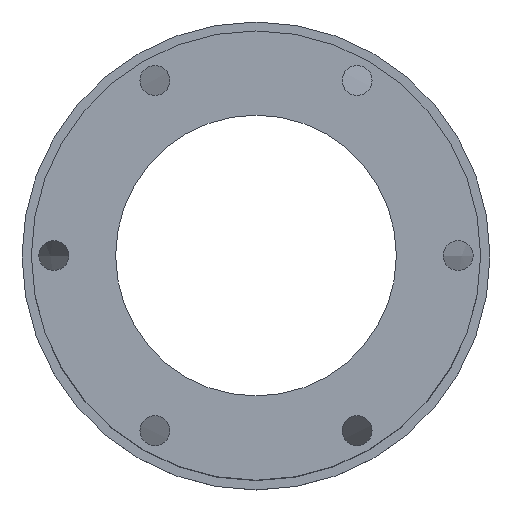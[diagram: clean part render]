
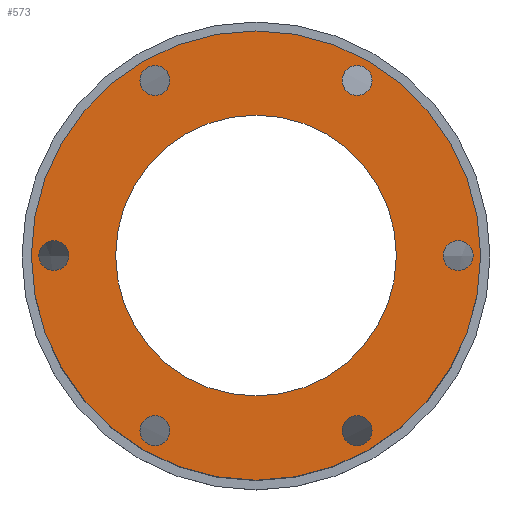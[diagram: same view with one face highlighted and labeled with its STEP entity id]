
A CAD part, top view. The second image highlights one B-rep face of the part: STEP entity #573.
In plain terms, the highlighted planar face has unit normal (0, 0, 1).
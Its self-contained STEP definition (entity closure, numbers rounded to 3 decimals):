
#40=CARTESIAN_POINT('Vertex',(0.,38.1,0.)) ;
#56=CARTESIAN_POINT('Vertex',(0.,-38.1,0.)) ;
#59=CARTESIAN_POINT('Axis2P3D Location',(0.,0.,0.)) ;
#76=CARTESIAN_POINT('Axis2P3D Location',(0.,0.,0.)) ;
#256=CARTESIAN_POINT('Vertex',(0.,23.813,0.)) ;
#259=CARTESIAN_POINT('Axis2P3D Location',(0.,0.,0.)) ;
#263=CARTESIAN_POINT('Vertex',(0.,-23.813,0.)) ;
#285=CARTESIAN_POINT('Axis2P3D Location',(0.,0.,0.)) ;
#452=CARTESIAN_POINT('Axis2P3D Location',(0.,-38.1,0.)) ;
#461=CARTESIAN_POINT('Axis2P3D Location',(17.145,-29.696,0.)) ;
#465=CARTESIAN_POINT('Vertex',(15.875,-27.496,0.)) ;
#467=CARTESIAN_POINT('Vertex',(18.415,-31.896,0.)) ;
#470=CARTESIAN_POINT('Axis2P3D Location',(17.145,-29.696,0.)) ;
#479=CARTESIAN_POINT('Axis2P3D Location',(34.29,0.,0.)) ;
#483=CARTESIAN_POINT('Vertex',(31.75,0.,0.)) ;
#485=CARTESIAN_POINT('Vertex',(36.83,0.,0.)) ;
#488=CARTESIAN_POINT('Axis2P3D Location',(34.29,0.,0.)) ;
#501=CARTESIAN_POINT('Axis2P3D Location',(-17.145,-29.696,0.)) ;
#505=CARTESIAN_POINT('Vertex',(-15.875,-27.496,0.)) ;
#507=CARTESIAN_POINT('Vertex',(-18.415,-31.896,0.)) ;
#510=CARTESIAN_POINT('Axis2P3D Location',(-17.145,-29.696,0.)) ;
#519=CARTESIAN_POINT('Axis2P3D Location',(-34.29,0.,0.)) ;
#523=CARTESIAN_POINT('Vertex',(-31.75,0.,0.)) ;
#525=CARTESIAN_POINT('Vertex',(-36.83,0.,0.)) ;
#528=CARTESIAN_POINT('Axis2P3D Location',(-34.29,0.,0.)) ;
#537=CARTESIAN_POINT('Axis2P3D Location',(-17.145,29.696,0.)) ;
#541=CARTESIAN_POINT('Vertex',(-15.875,27.496,0.)) ;
#543=CARTESIAN_POINT('Vertex',(-18.415,31.896,0.)) ;
#546=CARTESIAN_POINT('Axis2P3D Location',(-17.145,29.696,0.)) ;
#555=CARTESIAN_POINT('Axis2P3D Location',(17.145,29.696,0.)) ;
#559=CARTESIAN_POINT('Vertex',(15.875,27.496,0.)) ;
#561=CARTESIAN_POINT('Vertex',(18.415,31.896,0.)) ;
#564=CARTESIAN_POINT('Axis2P3D Location',(17.145,29.696,0.)) ;
#60=DIRECTION('Axis2P3D Direction',(0.,0.,-1.)) ;
#77=DIRECTION('Axis2P3D Direction',(0.,0.,-1.)) ;
#260=DIRECTION('Axis2P3D Direction',(0.,0.,-1.)) ;
#286=DIRECTION('Axis2P3D Direction',(0.,0.,-1.)) ;
#453=DIRECTION('Axis2P3D Direction',(0.,0.,-1.)) ;
#454=DIRECTION('Axis2P3D XDirection',(1.,0.,0.)) ;
#462=DIRECTION('Axis2P3D Direction',(0.,0.,-1.)) ;
#471=DIRECTION('Axis2P3D Direction',(0.,0.,-1.)) ;
#480=DIRECTION('Axis2P3D Direction',(0.,0.,-1.)) ;
#489=DIRECTION('Axis2P3D Direction',(0.,0.,-1.)) ;
#502=DIRECTION('Axis2P3D Direction',(0.,0.,-1.)) ;
#511=DIRECTION('Axis2P3D Direction',(0.,0.,-1.)) ;
#520=DIRECTION('Axis2P3D Direction',(0.,0.,-1.)) ;
#529=DIRECTION('Axis2P3D Direction',(0.,0.,-1.)) ;
#538=DIRECTION('Axis2P3D Direction',(0.,0.,-1.)) ;
#547=DIRECTION('Axis2P3D Direction',(0.,0.,-1.)) ;
#556=DIRECTION('Axis2P3D Direction',(0.,0.,-1.)) ;
#565=DIRECTION('Axis2P3D Direction',(0.,0.,-1.)) ;
#61=AXIS2_PLACEMENT_3D('Circle Axis2P3D',#59,#60,$) ;
#78=AXIS2_PLACEMENT_3D('Circle Axis2P3D',#76,#77,$) ;
#261=AXIS2_PLACEMENT_3D('Circle Axis2P3D',#259,#260,$) ;
#287=AXIS2_PLACEMENT_3D('Circle Axis2P3D',#285,#286,$) ;
#455=AXIS2_PLACEMENT_3D('Plane Axis2P3D',#452,#453,#454) ;
#463=AXIS2_PLACEMENT_3D('Circle Axis2P3D',#461,#462,$) ;
#472=AXIS2_PLACEMENT_3D('Circle Axis2P3D',#470,#471,$) ;
#481=AXIS2_PLACEMENT_3D('Circle Axis2P3D',#479,#480,$) ;
#490=AXIS2_PLACEMENT_3D('Circle Axis2P3D',#488,#489,$) ;
#503=AXIS2_PLACEMENT_3D('Circle Axis2P3D',#501,#502,$) ;
#512=AXIS2_PLACEMENT_3D('Circle Axis2P3D',#510,#511,$) ;
#521=AXIS2_PLACEMENT_3D('Circle Axis2P3D',#519,#520,$) ;
#530=AXIS2_PLACEMENT_3D('Circle Axis2P3D',#528,#529,$) ;
#539=AXIS2_PLACEMENT_3D('Circle Axis2P3D',#537,#538,$) ;
#548=AXIS2_PLACEMENT_3D('Circle Axis2P3D',#546,#547,$) ;
#557=AXIS2_PLACEMENT_3D('Circle Axis2P3D',#555,#556,$) ;
#566=AXIS2_PLACEMENT_3D('Circle Axis2P3D',#564,#565,$) ;
#62=CIRCLE('generated circle',#61,38.1) ;
#79=CIRCLE('generated circle',#78,38.1) ;
#262=CIRCLE('generated circle',#261,23.813) ;
#288=CIRCLE('generated circle',#287,23.813) ;
#464=CIRCLE('generated circle',#463,2.54) ;
#473=CIRCLE('generated circle',#472,2.54) ;
#482=CIRCLE('generated circle',#481,2.54) ;
#491=CIRCLE('generated circle',#490,2.54) ;
#504=CIRCLE('generated circle',#503,2.54) ;
#513=CIRCLE('generated circle',#512,2.54) ;
#522=CIRCLE('generated circle',#521,2.54) ;
#531=CIRCLE('generated circle',#530,2.54) ;
#540=CIRCLE('generated circle',#539,2.54) ;
#549=CIRCLE('generated circle',#548,2.54) ;
#558=CIRCLE('generated circle',#557,2.54) ;
#567=CIRCLE('generated circle',#566,2.54) ;
#456=PLANE('',#455) ;
#478=FACE_BOUND('',#475,.T.) ;
#496=FACE_BOUND('',#493,.T.) ;
#500=FACE_BOUND('',#497,.T.) ;
#518=FACE_BOUND('',#515,.T.) ;
#536=FACE_BOUND('',#533,.T.) ;
#554=FACE_BOUND('',#551,.T.) ;
#572=FACE_BOUND('',#569,.T.) ;
#63=EDGE_CURVE('',#57,#41,#62,.T.) ;
#80=EDGE_CURVE('',#41,#57,#79,.T.) ;
#265=EDGE_CURVE('',#264,#257,#262,.T.) ;
#289=EDGE_CURVE('',#257,#264,#288,.T.) ;
#469=EDGE_CURVE('',#466,#468,#464,.F.) ;
#474=EDGE_CURVE('',#468,#466,#473,.F.) ;
#487=EDGE_CURVE('',#484,#486,#482,.F.) ;
#492=EDGE_CURVE('',#486,#484,#491,.F.) ;
#509=EDGE_CURVE('',#506,#508,#504,.F.) ;
#514=EDGE_CURVE('',#508,#506,#513,.F.) ;
#527=EDGE_CURVE('',#524,#526,#522,.F.) ;
#532=EDGE_CURVE('',#526,#524,#531,.F.) ;
#545=EDGE_CURVE('',#542,#544,#540,.F.) ;
#550=EDGE_CURVE('',#544,#542,#549,.F.) ;
#563=EDGE_CURVE('',#560,#562,#558,.F.) ;
#568=EDGE_CURVE('',#562,#560,#567,.F.) ;
#458=ORIENTED_EDGE('',*,*,#63,.F.) ;
#459=ORIENTED_EDGE('',*,*,#80,.F.) ;
#476=ORIENTED_EDGE('',*,*,#469,.F.) ;
#477=ORIENTED_EDGE('',*,*,#474,.F.) ;
#494=ORIENTED_EDGE('',*,*,#487,.F.) ;
#495=ORIENTED_EDGE('',*,*,#492,.F.) ;
#498=ORIENTED_EDGE('',*,*,#289,.T.) ;
#499=ORIENTED_EDGE('',*,*,#265,.T.) ;
#516=ORIENTED_EDGE('',*,*,#509,.F.) ;
#517=ORIENTED_EDGE('',*,*,#514,.F.) ;
#534=ORIENTED_EDGE('',*,*,#527,.F.) ;
#535=ORIENTED_EDGE('',*,*,#532,.F.) ;
#552=ORIENTED_EDGE('',*,*,#545,.F.) ;
#553=ORIENTED_EDGE('',*,*,#550,.F.) ;
#570=ORIENTED_EDGE('',*,*,#563,.F.) ;
#571=ORIENTED_EDGE('',*,*,#568,.F.) ;
#457=EDGE_LOOP('',(#458,#459)) ;
#475=EDGE_LOOP('',(#476,#477)) ;
#493=EDGE_LOOP('',(#494,#495)) ;
#497=EDGE_LOOP('',(#498,#499)) ;
#515=EDGE_LOOP('',(#516,#517)) ;
#533=EDGE_LOOP('',(#534,#535)) ;
#551=EDGE_LOOP('',(#552,#553)) ;
#569=EDGE_LOOP('',(#570,#571)) ;
#41=VERTEX_POINT('',#40) ;
#57=VERTEX_POINT('',#56) ;
#257=VERTEX_POINT('',#256) ;
#264=VERTEX_POINT('',#263) ;
#466=VERTEX_POINT('',#465) ;
#468=VERTEX_POINT('',#467) ;
#484=VERTEX_POINT('',#483) ;
#486=VERTEX_POINT('',#485) ;
#506=VERTEX_POINT('',#505) ;
#508=VERTEX_POINT('',#507) ;
#524=VERTEX_POINT('',#523) ;
#526=VERTEX_POINT('',#525) ;
#542=VERTEX_POINT('',#541) ;
#544=VERTEX_POINT('',#543) ;
#560=VERTEX_POINT('',#559) ;
#562=VERTEX_POINT('',#561) ;
#573=ADVANCED_FACE('PartBody',(#460,#478,#496,#500,#518,#536,#554,#572),#456,.F.) ;
#460=FACE_OUTER_BOUND('',#457,.T.) ;
